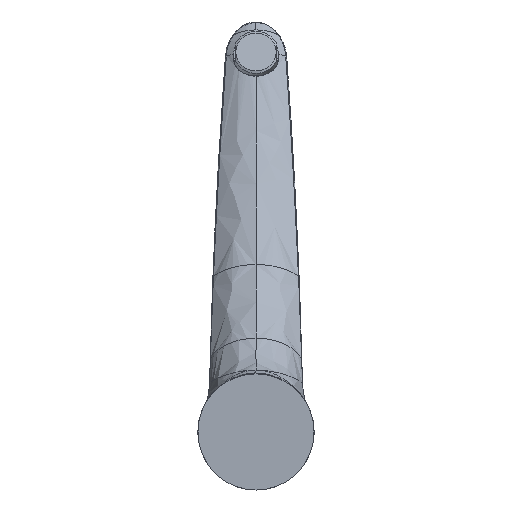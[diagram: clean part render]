
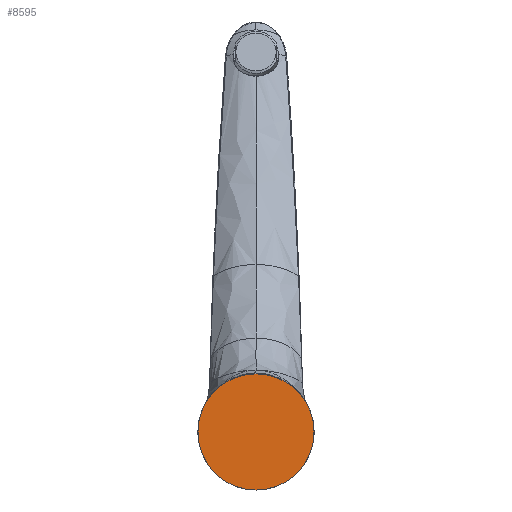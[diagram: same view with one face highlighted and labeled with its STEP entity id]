
A CAD part, front view. The second image highlights one B-rep face of the part: STEP entity #8595.
In plain terms, the highlighted planar face has unit normal (0, -1, 0).
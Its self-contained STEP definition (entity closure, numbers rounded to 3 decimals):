
#1202 = CARTESIAN_POINT ( 'NONE',  ( 30.25, -30.35, 0. ) ) ;
#1653 = VERTEX_POINT ( 'NONE', #7932 ) ;
#2352 = ORIENTED_EDGE ( 'NONE', *, *, #10593, .F. ) ;
#2481 = FACE_OUTER_BOUND ( 'NONE', #6438, .T. ) ;
#4170 = DIRECTION ( 'NONE',  ( 0., 0., -1. ) ) ;
#4175 = CIRCLE ( 'NONE', #12326, 31. ) ;
#4265 = EDGE_CURVE ( 'NONE', #5400, #1653, #15222, .T. ) ;
#4544 = CARTESIAN_POINT ( 'NONE',  ( 0., -30.35, 0. ) ) ;
#5258 = DIRECTION ( 'NONE',  ( 0., 1., 0. ) ) ;
#5400 = VERTEX_POINT ( 'NONE', #10684 ) ;
#5744 = DIRECTION ( 'NONE',  ( 0., 0., -1. ) ) ;
#5927 = PLANE ( 'NONE',  #13529 ) ;
#6438 = EDGE_LOOP ( 'NONE', ( #11776, #2352 ) ) ;
#7932 = CARTESIAN_POINT ( 'NONE',  ( 0., -30.35, 31. ) ) ;
#8595 = ADVANCED_FACE ( 'NONE', ( #2481 ), #5927, .T. ) ;
#10593 = EDGE_CURVE ( 'NONE', #1653, #5400, #4175, .T. ) ;
#10684 = CARTESIAN_POINT ( 'NONE',  ( 0., -30.35, -31. ) ) ;
#11479 = DIRECTION ( 'NONE',  ( 0., -1., 0. ) ) ;
#11776 = ORIENTED_EDGE ( 'NONE', *, *, #4265, .F. ) ;
#12326 = AXIS2_PLACEMENT_3D ( 'NONE', #4544, #13039, #5744 ) ;
#12570 = CARTESIAN_POINT ( 'NONE',  ( 0., -30.35, 0. ) ) ;
#13039 = DIRECTION ( 'NONE',  ( 0., 1., 0. ) ) ;
#13529 = AXIS2_PLACEMENT_3D ( 'NONE', #1202, #11479, #4170 ) ;
#13717 = AXIS2_PLACEMENT_3D ( 'NONE', #12570, #5258, #13798 ) ;
#13798 = DIRECTION ( 'NONE',  ( 0., 0., -1. ) ) ;
#15222 = CIRCLE ( 'NONE', #13717, 31. ) ;
